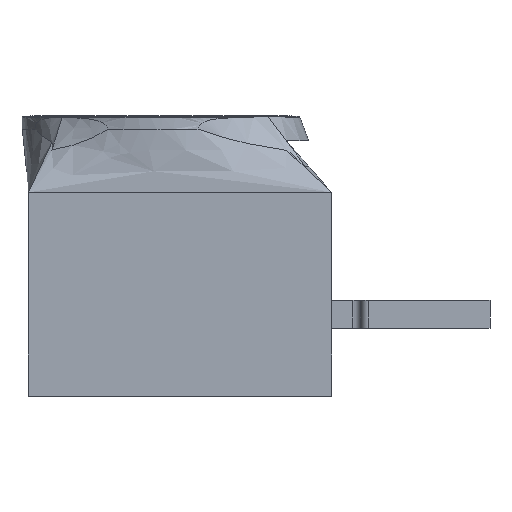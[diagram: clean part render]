
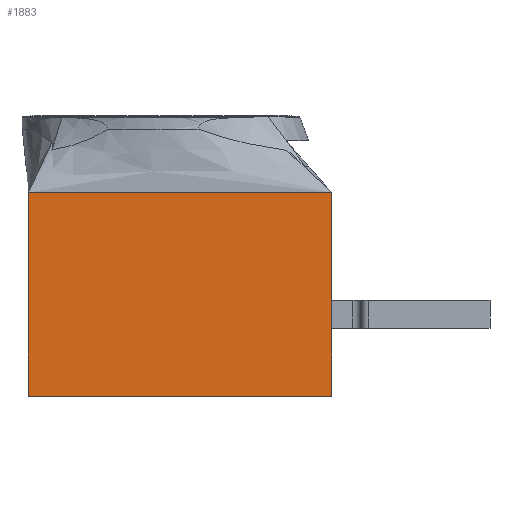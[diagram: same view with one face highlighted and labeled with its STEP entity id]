
A CAD part, left-side view. The second image highlights one B-rep face of the part: STEP entity #1883.
In plain terms, the highlighted planar face has unit normal (-1, 0, 0).
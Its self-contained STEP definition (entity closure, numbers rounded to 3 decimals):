
#128=FACE_OUTER_BOUND('',#237,.T.);
#237=EDGE_LOOP('',(#1344,#1345,#1346,#1347));
#404=LINE('',#2813,#567);
#412=LINE('',#2829,#575);
#420=LINE('',#2843,#583);
#421=LINE('',#2845,#584);
#567=VECTOR('',#2194,10.);
#575=VECTOR('',#2204,10.);
#583=VECTOR('',#2216,10.);
#584=VECTOR('',#2219,10.);
#808=VERTEX_POINT('',#2793);
#814=VERTEX_POINT('',#2812);
#820=VERTEX_POINT('',#2826);
#821=VERTEX_POINT('',#2828);
#1013=EDGE_CURVE('',#814,#808,#404,.T.);
#1021=EDGE_CURVE('',#820,#821,#412,.T.);
#1029=EDGE_CURVE('',#814,#820,#420,.T.);
#1030=EDGE_CURVE('',#821,#808,#421,.T.);
#1344=ORIENTED_EDGE('',*,*,#1021,.F.);
#1345=ORIENTED_EDGE('',*,*,#1029,.F.);
#1346=ORIENTED_EDGE('',*,*,#1013,.T.);
#1347=ORIENTED_EDGE('',*,*,#1030,.F.);
#1813=PLANE('',#2024);
#1883=ADVANCED_FACE('',(#128),#1813,.T.);
#2024=AXIS2_PLACEMENT_3D('',#2844,#2217,#2218);
#2194=DIRECTION('',(0.,0.,1.));
#2204=DIRECTION('',(0.,0.,1.));
#2216=DIRECTION('',(0.,1.,0.));
#2217=DIRECTION('center_axis',(-1.,0.,0.));
#2218=DIRECTION('ref_axis',(0.,0.,1.));
#2219=DIRECTION('',(0.,-1.,0.));
#2793=CARTESIAN_POINT('',(-3.5,-3.5,-12.79));
#2812=CARTESIAN_POINT('',(-3.5,-3.5,-17.9));
#2813=CARTESIAN_POINT('',(-3.5,-3.5,-12.8));
#2826=CARTESIAN_POINT('',(-3.5,4.1,-17.9));
#2828=CARTESIAN_POINT('',(-3.5,4.1,-12.79));
#2829=CARTESIAN_POINT('',(-3.5,4.1,-12.8));
#2843=CARTESIAN_POINT('',(-3.5,0.,-17.9));
#2844=CARTESIAN_POINT('Origin',(-3.5,0.,-17.9));
#2845=CARTESIAN_POINT('',(-3.5,-3.5,-12.79));
